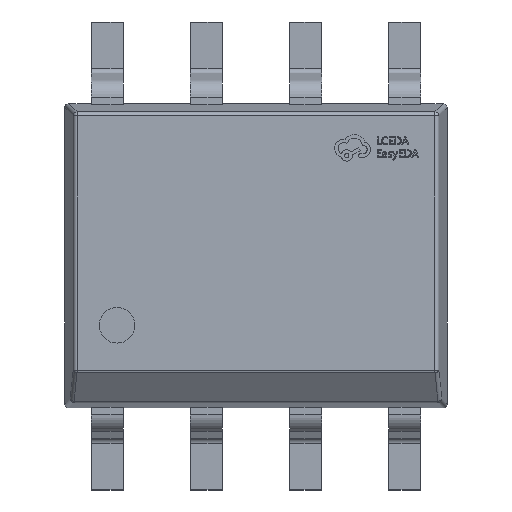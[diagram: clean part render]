
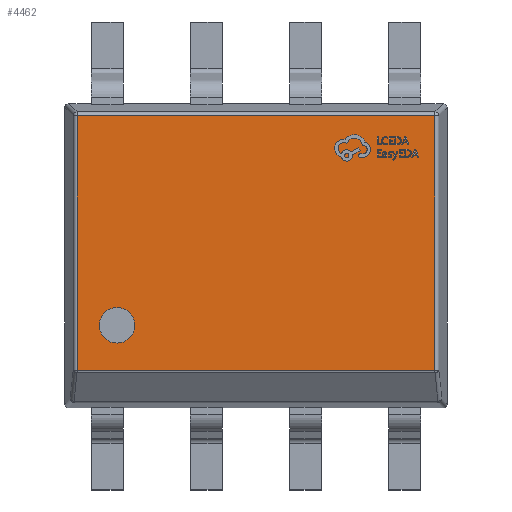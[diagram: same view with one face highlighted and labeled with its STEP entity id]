
A CAD part, top view. The second image highlights one B-rep face of the part: STEP entity #4462.
In plain terms, the highlighted planar face has unit normal (0, 0, 1).
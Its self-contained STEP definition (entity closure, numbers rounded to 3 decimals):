
#84 = FACE_BOUND ( 'NONE', #12571, .T. ) ;
#112 = EDGE_CURVE ( 'NONE', #7750, #927, #2452, .T. ) ;
#197 = PLANE ( 'NONE',  #19016 ) ;
#509 = EDGE_CURVE ( 'NONE', #10950, #18647, #17352, .T. ) ;
#860 = ORIENTED_EDGE ( 'NONE', *, *, #10174, .T. ) ;
#927 = VERTEX_POINT ( 'NONE', #16504 ) ;
#1138 = ORIENTED_EDGE ( 'NONE', *, *, #13095, .F. ) ;
#1496 = FACE_OUTER_BOUND ( 'NONE', #4108, .T. ) ;
#2073 = DIRECTION ( 'NONE',  ( 1., 0., 0. ) ) ;
#2452 = LINE ( 'NONE', #5848, #3033 ) ;
#2552 = VERTEX_POINT ( 'NONE', #17441 ) ;
#3033 = VECTOR ( 'NONE', #17052, 1000. ) ;
#3524 = LINE ( 'NONE', #14608, #16567 ) ;
#4108 = EDGE_LOOP ( 'NONE', ( #9460, #860, #21232, #4431 ) ) ;
#4431 = ORIENTED_EDGE ( 'NONE', *, *, #112, .T. ) ;
#4462 = ADVANCED_FACE ( 'NONE', ( #1496, #84 ), #197, .T. ) ;
#4973 = DIRECTION ( 'NONE',  ( 0., 1., 0. ) ) ;
#5722 = DIRECTION ( 'NONE',  ( 1., 0., 0. ) ) ;
#5848 = CARTESIAN_POINT ( 'NONE',  ( -2.338, 1.794, 0.8 ) ) ;
#6418 = CARTESIAN_POINT ( 'NONE',  ( 0., 0., 0.8 ) ) ;
#6462 = CARTESIAN_POINT ( 'NONE',  ( -2.009, -0.892, 0.8 ) ) ;
#6898 = CARTESIAN_POINT ( 'NONE',  ( -2.294, -1.468, 0.8 ) ) ;
#7750 = VERTEX_POINT ( 'NONE', #15370 ) ;
#9460 = ORIENTED_EDGE ( 'NONE', *, *, #14396, .T. ) ;
#10174 = EDGE_CURVE ( 'NONE', #19642, #2552, #20299, .T. ) ;
#10259 = CIRCLE ( 'NONE', #18494, 0.227 ) ;
#10942 = CARTESIAN_POINT ( 'NONE',  ( -1.555, -0.892, 0.8 ) ) ;
#10950 = VERTEX_POINT ( 'NONE', #10942 ) ;
#11201 = DIRECTION ( 'NONE',  ( 0., 0., 1. ) ) ;
#11414 = DIRECTION ( 'NONE',  ( 1., 0., 0. ) ) ;
#11690 = LINE ( 'NONE', #13099, #20758 ) ;
#12571 = EDGE_LOOP ( 'NONE', ( #19719, #1138 ) ) ;
#13095 = EDGE_CURVE ( 'NONE', #18647, #10950, #10259, .T. ) ;
#13099 = CARTESIAN_POINT ( 'NONE',  ( 2.294, 1.838, 0.8 ) ) ;
#14396 = EDGE_CURVE ( 'NONE', #927, #19642, #3524, .T. ) ;
#14608 = CARTESIAN_POINT ( 'NONE',  ( -2.294, -1.485, 0.8 ) ) ;
#14706 = DIRECTION ( 'NONE',  ( 1., 0., 0. ) ) ;
#14737 = VECTOR ( 'NONE', #5722, 1000. ) ;
#14760 = EDGE_CURVE ( 'NONE', #2552, #7750, #11690, .T. ) ;
#15019 = DIRECTION ( 'NONE',  ( 0., -1., 0. ) ) ;
#15334 = CARTESIAN_POINT ( 'NONE',  ( 0., -1.468, 0.8 ) ) ;
#15370 = CARTESIAN_POINT ( 'NONE',  ( 2.294, 1.794, 0.8 ) ) ;
#16030 = CARTESIAN_POINT ( 'NONE',  ( -1.782, -0.892, 0.8 ) ) ;
#16320 = AXIS2_PLACEMENT_3D ( 'NONE', #16477, #17985, #2073 ) ;
#16477 = CARTESIAN_POINT ( 'NONE',  ( -1.782, -0.892, 0.8 ) ) ;
#16504 = CARTESIAN_POINT ( 'NONE',  ( -2.294, 1.794, 0.8 ) ) ;
#16567 = VECTOR ( 'NONE', #15019, 1000. ) ;
#17052 = DIRECTION ( 'NONE',  ( -1., 0., 0. ) ) ;
#17352 = CIRCLE ( 'NONE', #16320, 0.227 ) ;
#17441 = CARTESIAN_POINT ( 'NONE',  ( 2.294, -1.468, 0.8 ) ) ;
#17928 = DIRECTION ( 'NONE',  ( 0., 0., 1. ) ) ;
#17985 = DIRECTION ( 'NONE',  ( 0., 0., 1. ) ) ;
#18494 = AXIS2_PLACEMENT_3D ( 'NONE', #16030, #11201, #11414 ) ;
#18647 = VERTEX_POINT ( 'NONE', #6462 ) ;
#19016 = AXIS2_PLACEMENT_3D ( 'NONE', #6418, #17928, #14706 ) ;
#19642 = VERTEX_POINT ( 'NONE', #6898 ) ;
#19719 = ORIENTED_EDGE ( 'NONE', *, *, #509, .F. ) ;
#20299 = LINE ( 'NONE', #15334, #14737 ) ;
#20758 = VECTOR ( 'NONE', #4973, 1000. ) ;
#21232 = ORIENTED_EDGE ( 'NONE', *, *, #14760, .T. ) ;
